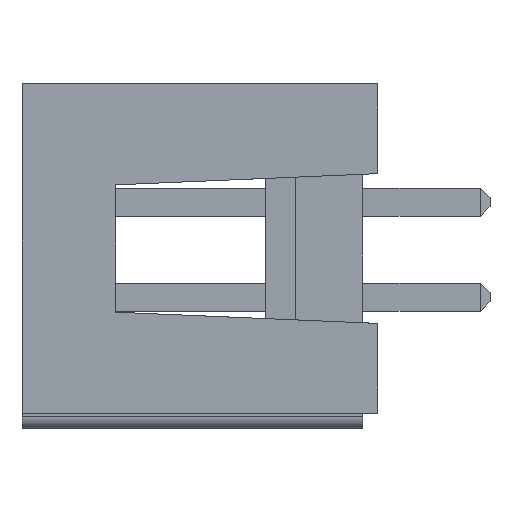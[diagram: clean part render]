
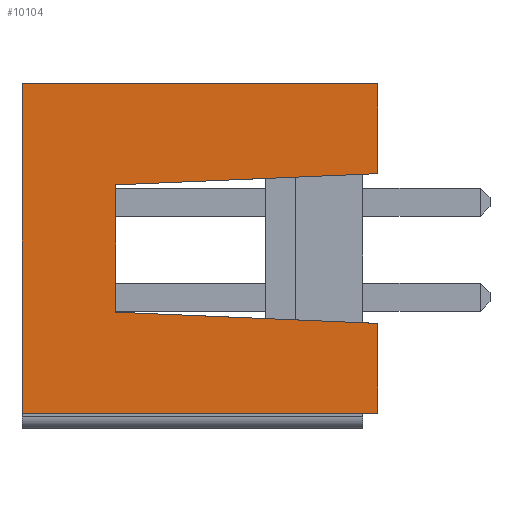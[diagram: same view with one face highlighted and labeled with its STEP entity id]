
A CAD part, left-side view. The second image highlights one B-rep face of the part: STEP entity #10104.
In plain terms, the highlighted planar face has unit normal (-1, 0, 0).
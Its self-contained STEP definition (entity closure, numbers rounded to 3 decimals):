
#915 = PLANE('',#916);
#916 = AXIS2_PLACEMENT_3D('',#917,#918,#919);
#917 = CARTESIAN_POINT('',(-10.,9.5,9.2));
#918 = DIRECTION('',(0.,0.,1.));
#919 = DIRECTION('',(1.,0.,0.));
#1140 = PLANE('',#1141);
#1141 = AXIS2_PLACEMENT_3D('',#1142,#1143,#1144);
#1142 = CARTESIAN_POINT('',(-10.,0.,0.4));
#1143 = DIRECTION('',(0.,0.,-1.));
#1144 = DIRECTION('',(-1.,0.,0.));
#2658 = PLANE('',#2659);
#2659 = AXIS2_PLACEMENT_3D('',#2660,#2661,#2662);
#2660 = CARTESIAN_POINT('',(-10.,9.5,0.));
#2661 = DIRECTION('',(0.,1.,0.));
#2662 = DIRECTION('',(1.,0.,0.));
#4573 = VERTEX_POINT('',#4574);
#4574 = CARTESIAN_POINT('',(-10.,9.5,9.2));
#4597 = EDGE_CURVE('',#4598,#4573,#4600,.T.);
#4598 = VERTEX_POINT('',#4599);
#4599 = CARTESIAN_POINT('',(-10.,0.,9.2));
#4600 = SURFACE_CURVE('',#4601,(#4605,#4612),.PCURVE_S1.);
#4601 = LINE('',#4602,#4603);
#4602 = CARTESIAN_POINT('',(-10.,0.,9.2));
#4603 = VECTOR('',#4604,1.);
#4604 = DIRECTION('',(0.,1.,0.));
#4605 = PCURVE('',#915,#4606);
#4606 = DEFINITIONAL_REPRESENTATION('',(#4607),#4611);
#4607 = LINE('',#4608,#4609);
#4608 = CARTESIAN_POINT('',(0.,-9.5));
#4609 = VECTOR('',#4610,1.);
#4610 = DIRECTION('',(0.,1.));
#4611 = ( GEOMETRIC_REPRESENTATION_CONTEXT(2) 
PARAMETRIC_REPRESENTATION_CONTEXT() REPRESENTATION_CONTEXT('2D SPACE',''
  ) );
#4612 = PCURVE('',#4613,#4618);
#4613 = PLANE('',#4614);
#4614 = AXIS2_PLACEMENT_3D('',#4615,#4616,#4617);
#4615 = CARTESIAN_POINT('',(-10.,0.,0.));
#4616 = DIRECTION('',(-1.,0.,0.));
#4617 = DIRECTION('',(0.,1.,0.));
#4618 = DEFINITIONAL_REPRESENTATION('',(#4619),#4623);
#4619 = LINE('',#4620,#4621);
#4620 = CARTESIAN_POINT('',(0.,-9.2));
#4621 = VECTOR('',#4622,1.);
#4622 = DIRECTION('',(1.,0.));
#4623 = ( GEOMETRIC_REPRESENTATION_CONTEXT(2) 
PARAMETRIC_REPRESENTATION_CONTEXT() REPRESENTATION_CONTEXT('2D SPACE',''
  ) );
#4641 = PLANE('',#4642);
#4642 = AXIS2_PLACEMENT_3D('',#4643,#4644,#4645);
#4643 = CARTESIAN_POINT('',(10.,0.,0.));
#4644 = DIRECTION('',(0.,-1.,0.));
#4645 = DIRECTION('',(-1.,0.,0.));
#4845 = PLANE('',#4846);
#4846 = AXIS2_PLACEMENT_3D('',#4847,#4848,#4849);
#4847 = CARTESIAN_POINT('',(-10.,0.,6.8));
#4848 = DIRECTION('',(0.,0.043,0.999));
#4849 = DIRECTION('',(0.,0.999,-0.043));
#4888 = VERTEX_POINT('',#4889);
#4889 = CARTESIAN_POINT('',(-10.,0.,0.4));
#4905 = PLANE('',#4906);
#4906 = AXIS2_PLACEMENT_3D('',#4907,#4908,#4909);
#4907 = CARTESIAN_POINT('',(10.,0.,0.));
#4908 = DIRECTION('',(0.,-1.,0.));
#4909 = DIRECTION('',(-1.,0.,0.));
#4917 = EDGE_CURVE('',#4918,#4888,#4920,.T.);
#4918 = VERTEX_POINT('',#4919);
#4919 = CARTESIAN_POINT('',(-10.,9.5,0.4));
#4920 = SURFACE_CURVE('',#4921,(#4925,#4932),.PCURVE_S1.);
#4921 = LINE('',#4922,#4923);
#4922 = CARTESIAN_POINT('',(-10.,9.5,0.4));
#4923 = VECTOR('',#4924,1.);
#4924 = DIRECTION('',(0.,-1.,0.));
#4925 = PCURVE('',#1140,#4926);
#4926 = DEFINITIONAL_REPRESENTATION('',(#4927),#4931);
#4927 = LINE('',#4928,#4929);
#4928 = CARTESIAN_POINT('',(0.,9.5));
#4929 = VECTOR('',#4930,1.);
#4930 = DIRECTION('',(0.,-1.));
#4931 = ( GEOMETRIC_REPRESENTATION_CONTEXT(2) 
PARAMETRIC_REPRESENTATION_CONTEXT() REPRESENTATION_CONTEXT('2D SPACE',''
  ) );
#4932 = PCURVE('',#4613,#4933);
#4933 = DEFINITIONAL_REPRESENTATION('',(#4934),#4938);
#4934 = LINE('',#4935,#4936);
#4935 = CARTESIAN_POINT('',(9.5,-0.4));
#4936 = VECTOR('',#4937,1.);
#4937 = DIRECTION('',(-1.,0.));
#4938 = ( GEOMETRIC_REPRESENTATION_CONTEXT(2) 
PARAMETRIC_REPRESENTATION_CONTEXT() REPRESENTATION_CONTEXT('2D SPACE',''
  ) );
#5128 = PLANE('',#5129);
#5129 = AXIS2_PLACEMENT_3D('',#5130,#5131,#5132);
#5130 = CARTESIAN_POINT('',(-10.,7.,3.1));
#5131 = DIRECTION('',(0.,0.043,-0.999));
#5132 = DIRECTION('',(0.,-0.999,-0.043));
#7538 = EDGE_CURVE('',#4918,#4573,#7539,.T.);
#7539 = SURFACE_CURVE('',#7540,(#7544,#7551),.PCURVE_S1.);
#7540 = LINE('',#7541,#7542);
#7541 = CARTESIAN_POINT('',(-10.,9.5,0.));
#7542 = VECTOR('',#7543,1.);
#7543 = DIRECTION('',(0.,0.,1.));
#7544 = PCURVE('',#2658,#7545);
#7545 = DEFINITIONAL_REPRESENTATION('',(#7546),#7550);
#7546 = LINE('',#7547,#7548);
#7547 = CARTESIAN_POINT('',(0.,0.));
#7548 = VECTOR('',#7549,1.);
#7549 = DIRECTION('',(0.,-1.));
#7550 = ( GEOMETRIC_REPRESENTATION_CONTEXT(2) 
PARAMETRIC_REPRESENTATION_CONTEXT() REPRESENTATION_CONTEXT('2D SPACE',''
  ) );
#7551 = PCURVE('',#4613,#7552);
#7552 = DEFINITIONAL_REPRESENTATION('',(#7553),#7557);
#7553 = LINE('',#7554,#7555);
#7554 = CARTESIAN_POINT('',(9.5,0.));
#7555 = VECTOR('',#7556,1.);
#7556 = DIRECTION('',(0.,-1.));
#7557 = ( GEOMETRIC_REPRESENTATION_CONTEXT(2) 
PARAMETRIC_REPRESENTATION_CONTEXT() REPRESENTATION_CONTEXT('2D SPACE',''
  ) );
#10060 = VERTEX_POINT('',#10061);
#10061 = CARTESIAN_POINT('',(-10.,0.,6.8));
#10084 = EDGE_CURVE('',#10060,#4598,#10085,.T.);
#10085 = SURFACE_CURVE('',#10086,(#10090,#10097),.PCURVE_S1.);
#10086 = LINE('',#10087,#10088);
#10087 = CARTESIAN_POINT('',(-10.,0.,0.));
#10088 = VECTOR('',#10089,1.);
#10089 = DIRECTION('',(0.,0.,1.));
#10090 = PCURVE('',#4641,#10091);
#10091 = DEFINITIONAL_REPRESENTATION('',(#10092),#10096);
#10092 = LINE('',#10093,#10094);
#10093 = CARTESIAN_POINT('',(20.,0.));
#10094 = VECTOR('',#10095,1.);
#10095 = DIRECTION('',(0.,-1.));
#10096 = ( GEOMETRIC_REPRESENTATION_CONTEXT(2) 
PARAMETRIC_REPRESENTATION_CONTEXT() REPRESENTATION_CONTEXT('2D SPACE',''
  ) );
#10097 = PCURVE('',#4613,#10098);
#10098 = DEFINITIONAL_REPRESENTATION('',(#10099),#10103);
#10099 = LINE('',#10100,#10101);
#10100 = CARTESIAN_POINT('',(0.,0.));
#10101 = VECTOR('',#10102,1.);
#10102 = DIRECTION('',(0.,-1.));
#10103 = ( GEOMETRIC_REPRESENTATION_CONTEXT(2) 
PARAMETRIC_REPRESENTATION_CONTEXT() REPRESENTATION_CONTEXT('2D SPACE',''
  ) );
#10104 = ADVANCED_FACE('',(#10105),#4613,.T.);
#10105 = FACE_BOUND('',#10106,.T.);
#10106 = EDGE_LOOP('',(#10107,#10108,#10109,#10132,#10155,#10183,#10204,
    #10205));
#10107 = ORIENTED_EDGE('',*,*,#7538,.F.);
#10108 = ORIENTED_EDGE('',*,*,#4917,.T.);
#10109 = ORIENTED_EDGE('',*,*,#10110,.T.);
#10110 = EDGE_CURVE('',#4888,#10111,#10113,.T.);
#10111 = VERTEX_POINT('',#10112);
#10112 = CARTESIAN_POINT('',(-10.,0.,2.8));
#10113 = SURFACE_CURVE('',#10114,(#10118,#10125),.PCURVE_S1.);
#10114 = LINE('',#10115,#10116);
#10115 = CARTESIAN_POINT('',(-10.,0.,0.));
#10116 = VECTOR('',#10117,1.);
#10117 = DIRECTION('',(0.,0.,1.));
#10118 = PCURVE('',#4613,#10119);
#10119 = DEFINITIONAL_REPRESENTATION('',(#10120),#10124);
#10120 = LINE('',#10121,#10122);
#10121 = CARTESIAN_POINT('',(0.,0.));
#10122 = VECTOR('',#10123,1.);
#10123 = DIRECTION('',(0.,-1.));
#10124 = ( GEOMETRIC_REPRESENTATION_CONTEXT(2) 
PARAMETRIC_REPRESENTATION_CONTEXT() REPRESENTATION_CONTEXT('2D SPACE',''
  ) );
#10125 = PCURVE('',#4905,#10126);
#10126 = DEFINITIONAL_REPRESENTATION('',(#10127),#10131);
#10127 = LINE('',#10128,#10129);
#10128 = CARTESIAN_POINT('',(20.,0.));
#10129 = VECTOR('',#10130,1.);
#10130 = DIRECTION('',(0.,-1.));
#10131 = ( GEOMETRIC_REPRESENTATION_CONTEXT(2) 
PARAMETRIC_REPRESENTATION_CONTEXT() REPRESENTATION_CONTEXT('2D SPACE',''
  ) );
#10132 = ORIENTED_EDGE('',*,*,#10133,.F.);
#10133 = EDGE_CURVE('',#10134,#10111,#10136,.T.);
#10134 = VERTEX_POINT('',#10135);
#10135 = CARTESIAN_POINT('',(-10.,7.,3.1));
#10136 = SURFACE_CURVE('',#10137,(#10141,#10148),.PCURVE_S1.);
#10137 = LINE('',#10138,#10139);
#10138 = CARTESIAN_POINT('',(-10.,7.,3.1));
#10139 = VECTOR('',#10140,1.);
#10140 = DIRECTION('',(0.,-0.999,-0.043));
#10141 = PCURVE('',#4613,#10142);
#10142 = DEFINITIONAL_REPRESENTATION('',(#10143),#10147);
#10143 = LINE('',#10144,#10145);
#10144 = CARTESIAN_POINT('',(7.,-3.1));
#10145 = VECTOR('',#10146,1.);
#10146 = DIRECTION('',(-0.999,0.043));
#10147 = ( GEOMETRIC_REPRESENTATION_CONTEXT(2) 
PARAMETRIC_REPRESENTATION_CONTEXT() REPRESENTATION_CONTEXT('2D SPACE',''
  ) );
#10148 = PCURVE('',#5128,#10149);
#10149 = DEFINITIONAL_REPRESENTATION('',(#10150),#10154);
#10150 = LINE('',#10151,#10152);
#10151 = CARTESIAN_POINT('',(0.,0.));
#10152 = VECTOR('',#10153,1.);
#10153 = DIRECTION('',(1.,-0.));
#10154 = ( GEOMETRIC_REPRESENTATION_CONTEXT(2) 
PARAMETRIC_REPRESENTATION_CONTEXT() REPRESENTATION_CONTEXT('2D SPACE',''
  ) );
#10155 = ORIENTED_EDGE('',*,*,#10156,.F.);
#10156 = EDGE_CURVE('',#10157,#10134,#10159,.T.);
#10157 = VERTEX_POINT('',#10158);
#10158 = CARTESIAN_POINT('',(-10.,7.,6.5));
#10159 = SURFACE_CURVE('',#10160,(#10164,#10171),.PCURVE_S1.);
#10160 = LINE('',#10161,#10162);
#10161 = CARTESIAN_POINT('',(-10.,7.,6.5));
#10162 = VECTOR('',#10163,1.);
#10163 = DIRECTION('',(0.,0.,-1.));
#10164 = PCURVE('',#4613,#10165);
#10165 = DEFINITIONAL_REPRESENTATION('',(#10166),#10170);
#10166 = LINE('',#10167,#10168);
#10167 = CARTESIAN_POINT('',(7.,-6.5));
#10168 = VECTOR('',#10169,1.);
#10169 = DIRECTION('',(0.,1.));
#10170 = ( GEOMETRIC_REPRESENTATION_CONTEXT(2) 
PARAMETRIC_REPRESENTATION_CONTEXT() REPRESENTATION_CONTEXT('2D SPACE',''
  ) );
#10171 = PCURVE('',#10172,#10177);
#10172 = PLANE('',#10173);
#10173 = AXIS2_PLACEMENT_3D('',#10174,#10175,#10176);
#10174 = CARTESIAN_POINT('',(-10.,7.,6.5));
#10175 = DIRECTION('',(0.,1.,0.));
#10176 = DIRECTION('',(0.,0.,-1.));
#10177 = DEFINITIONAL_REPRESENTATION('',(#10178),#10182);
#10178 = LINE('',#10179,#10180);
#10179 = CARTESIAN_POINT('',(0.,0.));
#10180 = VECTOR('',#10181,1.);
#10181 = DIRECTION('',(1.,0.));
#10182 = ( GEOMETRIC_REPRESENTATION_CONTEXT(2) 
PARAMETRIC_REPRESENTATION_CONTEXT() REPRESENTATION_CONTEXT('2D SPACE',''
  ) );
#10183 = ORIENTED_EDGE('',*,*,#10184,.F.);
#10184 = EDGE_CURVE('',#10060,#10157,#10185,.T.);
#10185 = SURFACE_CURVE('',#10186,(#10190,#10197),.PCURVE_S1.);
#10186 = LINE('',#10187,#10188);
#10187 = CARTESIAN_POINT('',(-10.,0.,6.8));
#10188 = VECTOR('',#10189,1.);
#10189 = DIRECTION('',(-0.,0.999,-0.043));
#10190 = PCURVE('',#4613,#10191);
#10191 = DEFINITIONAL_REPRESENTATION('',(#10192),#10196);
#10192 = LINE('',#10193,#10194);
#10193 = CARTESIAN_POINT('',(0.,-6.8));
#10194 = VECTOR('',#10195,1.);
#10195 = DIRECTION('',(0.999,0.043));
#10196 = ( GEOMETRIC_REPRESENTATION_CONTEXT(2) 
PARAMETRIC_REPRESENTATION_CONTEXT() REPRESENTATION_CONTEXT('2D SPACE',''
  ) );
#10197 = PCURVE('',#4845,#10198);
#10198 = DEFINITIONAL_REPRESENTATION('',(#10199),#10203);
#10199 = LINE('',#10200,#10201);
#10200 = CARTESIAN_POINT('',(0.,0.));
#10201 = VECTOR('',#10202,1.);
#10202 = DIRECTION('',(1.,0.));
#10203 = ( GEOMETRIC_REPRESENTATION_CONTEXT(2) 
PARAMETRIC_REPRESENTATION_CONTEXT() REPRESENTATION_CONTEXT('2D SPACE',''
  ) );
#10204 = ORIENTED_EDGE('',*,*,#10084,.T.);
#10205 = ORIENTED_EDGE('',*,*,#4597,.T.);
